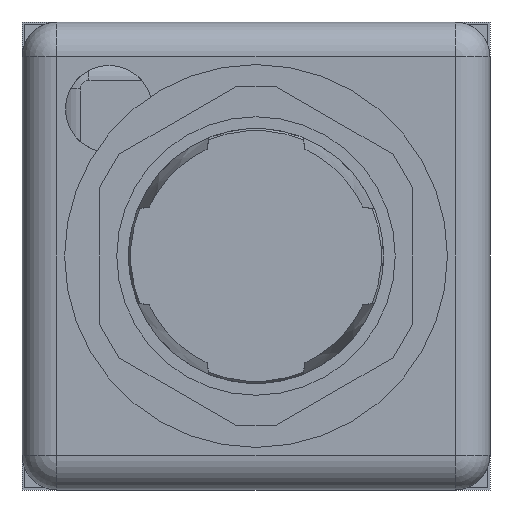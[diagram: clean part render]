
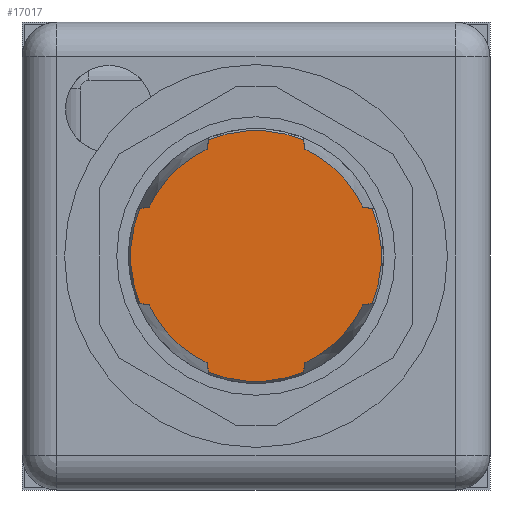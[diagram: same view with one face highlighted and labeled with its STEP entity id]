
A CAD part, front view. The second image highlights one B-rep face of the part: STEP entity #17017.
In plain terms, the highlighted planar face has unit normal (0, -1, 0).
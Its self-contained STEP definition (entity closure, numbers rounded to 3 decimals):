
#330=CIRCLE('',#18030,6.75);
#332=CIRCLE('',#18034,6.75);
#334=CIRCLE('',#18038,6.75);
#335=CIRCLE('',#18044,7.21);
#338=CIRCLE('',#18048,7.21);
#340=CIRCLE('',#18051,7.21);
#343=CIRCLE('',#18055,7.21);
#349=CIRCLE('',#18063,6.75);
#1301=FACE_OUTER_BOUND('',#2218,.T.);
#2218=EDGE_LOOP('',(#14625,#14626,#14627,#14628,#14629,#14630,#14631,#14632,
#14633,#14634,#14635,#14636,#14637,#14638,#14639,#14640));
#4258=LINE('',#27245,#6336);
#4260=LINE('',#27266,#6338);
#4262=LINE('',#27287,#6340);
#4265=LINE('',#27300,#6343);
#4267=LINE('',#27308,#6345);
#4269=LINE('',#27316,#6347);
#4276=LINE('',#27372,#6354);
#4277=LINE('',#27374,#6355);
#6336=VECTOR('',#21832,10.);
#6338=VECTOR('',#21842,10.);
#6340=VECTOR('',#21852,10.);
#6343=VECTOR('',#21857,10.);
#6345=VECTOR('',#21861,10.);
#6347=VECTOR('',#21865,10.);
#6354=VECTOR('',#21916,10.);
#6355=VECTOR('',#21919,10.);
#7924=VERTEX_POINT('',#27232);
#7926=VERTEX_POINT('',#27238);
#7927=VERTEX_POINT('',#27244);
#7930=VERTEX_POINT('',#27253);
#7932=VERTEX_POINT('',#27259);
#7933=VERTEX_POINT('',#27265);
#7936=VERTEX_POINT('',#27274);
#7938=VERTEX_POINT('',#27280);
#7939=VERTEX_POINT('',#27286);
#7942=VERTEX_POINT('',#27296);
#7944=VERTEX_POINT('',#27304);
#7946=VERTEX_POINT('',#27312);
#7947=VERTEX_POINT('',#27318);
#7951=VERTEX_POINT('',#27336);
#7960=VERTEX_POINT('',#27362);
#7961=VERTEX_POINT('',#27366);
#10203=EDGE_CURVE('',#7924,#7926,#330,.T.);
#10204=EDGE_CURVE('',#7927,#7924,#4258,.T.);
#10210=EDGE_CURVE('',#7930,#7932,#332,.T.);
#10211=EDGE_CURVE('',#7933,#7930,#4260,.T.);
#10217=EDGE_CURVE('',#7936,#7938,#334,.T.);
#10218=EDGE_CURVE('',#7939,#7936,#4262,.T.);
#10223=EDGE_CURVE('',#7926,#7942,#4265,.T.);
#10226=EDGE_CURVE('',#7932,#7944,#4267,.T.);
#10229=EDGE_CURVE('',#7938,#7946,#4269,.T.);
#10230=EDGE_CURVE('',#7939,#7947,#335,.T.);
#10234=EDGE_CURVE('',#7933,#7946,#338,.T.);
#10236=EDGE_CURVE('',#7927,#7944,#340,.T.);
#10240=EDGE_CURVE('',#7951,#7942,#343,.T.);
#10254=EDGE_CURVE('',#7960,#7961,#349,.T.);
#10255=EDGE_CURVE('',#7951,#7960,#4276,.T.);
#10256=EDGE_CURVE('',#7961,#7947,#4277,.T.);
#14625=ORIENTED_EDGE('',*,*,#10223,.T.);
#14626=ORIENTED_EDGE('',*,*,#10240,.F.);
#14627=ORIENTED_EDGE('',*,*,#10255,.T.);
#14628=ORIENTED_EDGE('',*,*,#10254,.T.);
#14629=ORIENTED_EDGE('',*,*,#10256,.T.);
#14630=ORIENTED_EDGE('',*,*,#10230,.F.);
#14631=ORIENTED_EDGE('',*,*,#10218,.T.);
#14632=ORIENTED_EDGE('',*,*,#10217,.T.);
#14633=ORIENTED_EDGE('',*,*,#10229,.T.);
#14634=ORIENTED_EDGE('',*,*,#10234,.F.);
#14635=ORIENTED_EDGE('',*,*,#10211,.T.);
#14636=ORIENTED_EDGE('',*,*,#10210,.T.);
#14637=ORIENTED_EDGE('',*,*,#10226,.T.);
#14638=ORIENTED_EDGE('',*,*,#10236,.F.);
#14639=ORIENTED_EDGE('',*,*,#10204,.T.);
#14640=ORIENTED_EDGE('',*,*,#10203,.T.);
#16218=PLANE('',#18066);
#17017=ADVANCED_FACE('',(#1301),#16218,.T.);
#18030=AXIS2_PLACEMENT_3D('',#27242,#21828,#21829);
#18034=AXIS2_PLACEMENT_3D('',#27263,#21838,#21839);
#18038=AXIS2_PLACEMENT_3D('',#27284,#21848,#21849);
#18044=AXIS2_PLACEMENT_3D('',#27319,#21868,#21869);
#18048=AXIS2_PLACEMENT_3D('',#27328,#21876,#21877);
#18051=AXIS2_PLACEMENT_3D('',#27331,#21882,#21883);
#18055=AXIS2_PLACEMENT_3D('',#27340,#21890,#21891);
#18063=AXIS2_PLACEMENT_3D('',#27370,#21912,#21913);
#18066=AXIS2_PLACEMENT_3D('',#27375,#21920,#21921);
#21828=DIRECTION('center_axis',(0.,-1.,0.));
#21829=DIRECTION('ref_axis',(0.909,0.,0.417));
#21832=DIRECTION('',(0.987,0.,-0.158));
#21838=DIRECTION('center_axis',(0.,-1.,0.));
#21839=DIRECTION('ref_axis',(0.417,0.,-0.909));
#21842=DIRECTION('',(-0.158,0.,-0.987));
#21848=DIRECTION('center_axis',(0.,-1.,0.));
#21849=DIRECTION('ref_axis',(-0.909,0.,-0.417));
#21852=DIRECTION('',(-0.987,0.,0.158));
#21857=DIRECTION('',(0.158,0.,-0.987));
#21861=DIRECTION('',(-0.987,0.,-0.158));
#21865=DIRECTION('',(-0.158,0.,0.987));
#21868=DIRECTION('center_axis',(0.,1.,0.));
#21869=DIRECTION('ref_axis',(1.,0.,0.));
#21876=DIRECTION('center_axis',(0.,1.,0.));
#21877=DIRECTION('ref_axis',(1.,0.,0.));
#21882=DIRECTION('center_axis',(0.,1.,0.));
#21883=DIRECTION('ref_axis',(1.,0.,0.));
#21890=DIRECTION('center_axis',(0.,1.,0.));
#21891=DIRECTION('ref_axis',(1.,0.,0.));
#21912=DIRECTION('center_axis',(0.,-1.,0.));
#21913=DIRECTION('ref_axis',(-0.417,0.,0.909));
#21916=DIRECTION('',(0.158,0.,0.987));
#21919=DIRECTION('',(0.987,0.,0.158));
#21920=DIRECTION('center_axis',(0.,-1.,0.));
#21921=DIRECTION('ref_axis',(0.,0.,
-1.));
#27232=CARTESIAN_POINT('',(-6.136,-22.5,-2.813));
#27238=CARTESIAN_POINT('',(-2.813,-22.5,-6.136));
#27242=CARTESIAN_POINT('Origin',(0.,-22.5,0.));
#27244=CARTESIAN_POINT('',(-6.674,-22.5,-2.727));
#27245=CARTESIAN_POINT('',(-6.747,-22.5,-2.715));
#27253=CARTESIAN_POINT('',(-2.813,-22.5,6.136));
#27259=CARTESIAN_POINT('',(-6.136,-22.5,2.813));
#27263=CARTESIAN_POINT('Origin',(0.,-22.5,0.));
#27265=CARTESIAN_POINT('',(-2.727,-22.5,6.674));
#27266=CARTESIAN_POINT('',(-3.345,-22.5,2.822));
#27274=CARTESIAN_POINT('',(6.136,-22.5,2.813));
#27280=CARTESIAN_POINT('',(2.813,-22.5,6.136));
#27284=CARTESIAN_POINT('Origin',(0.,-22.5,0.));
#27286=CARTESIAN_POINT('',(6.674,-22.5,2.727));
#27287=CARTESIAN_POINT('',(-0.017,-22.5,3.8));
#27296=CARTESIAN_POINT('',(-2.727,-22.5,-6.674));
#27300=CARTESIAN_POINT('',(-3.291,-22.5,-3.158));
#27304=CARTESIAN_POINT('',(-6.674,-22.5,2.727));
#27308=CARTESIAN_POINT('',(-7.082,-22.5,2.662));
#27312=CARTESIAN_POINT('',(2.727,-22.5,6.674));
#27316=CARTESIAN_POINT('',(3.117,-22.5,4.243));
#27318=CARTESIAN_POINT('',(6.674,-22.5,-2.727));
#27319=CARTESIAN_POINT('Origin',(0.,-22.5,0.));
#27328=CARTESIAN_POINT('Origin',(0.,-22.5,0.));
#27331=CARTESIAN_POINT('Origin',(0.,-22.5,0.));
#27336=CARTESIAN_POINT('',(2.727,-22.5,-6.674));
#27340=CARTESIAN_POINT('Origin',(0.,-22.5,0.));
#27362=CARTESIAN_POINT('',(2.813,-22.5,-6.136));
#27366=CARTESIAN_POINT('',(6.136,-22.5,-2.813));
#27370=CARTESIAN_POINT('Origin',(0.,-22.5,0.));
#27372=CARTESIAN_POINT('',(3.171,-22.5,-3.907));
#27374=CARTESIAN_POINT('',(0.319,-22.5,-3.747));
#27375=CARTESIAN_POINT('Origin',(-6.938,-22.5,0.));
